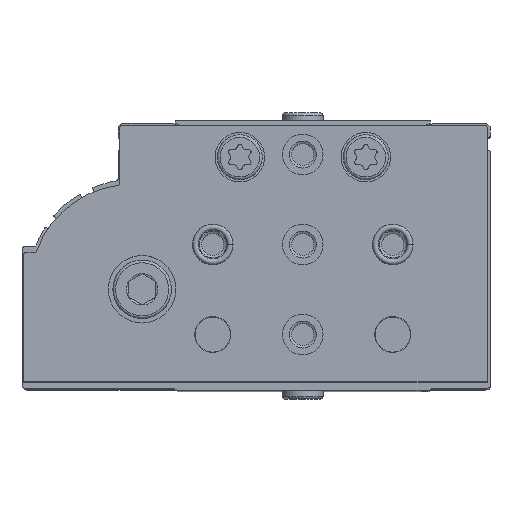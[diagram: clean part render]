
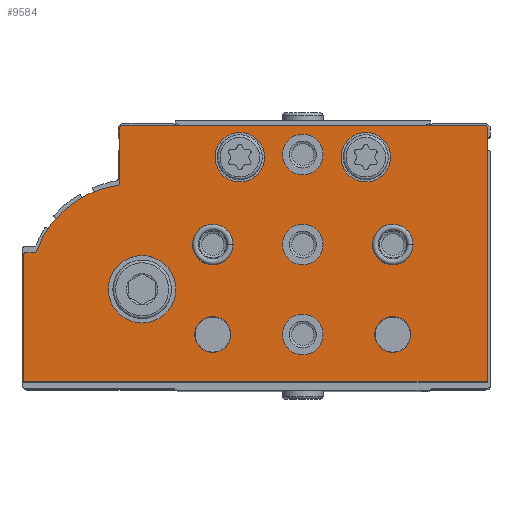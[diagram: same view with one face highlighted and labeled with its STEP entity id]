
A CAD part, top view. The second image highlights one B-rep face of the part: STEP entity #9584.
In plain terms, the highlighted face is planar.
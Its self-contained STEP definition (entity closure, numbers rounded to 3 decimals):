
#960=LINE('',#16219,#1690);
#962=LINE('',#16223,#1692);
#964=LINE('',#16227,#1694);
#967=LINE('',#16235,#1697);
#972=LINE('',#16251,#1702);
#975=LINE('',#16259,#1705);
#1690=VECTOR('',#13105,1000.);
#1692=VECTOR('',#13109,1000.);
#1694=VECTOR('',#13113,1000.);
#1697=VECTOR('',#13122,1000.);
#1702=VECTOR('',#13141,1000.);
#1705=VECTOR('',#13150,1000.);
#3628=ORIENTED_EDGE('',*,*,#5397,.T.);
#3629=ORIENTED_EDGE('',*,*,#5398,.T.);
#3630=ORIENTED_EDGE('',*,*,#5399,.T.);
#3631=ORIENTED_EDGE('',*,*,#5400,.T.);
#3632=ORIENTED_EDGE('',*,*,#5401,.T.);
#3633=ORIENTED_EDGE('',*,*,#5402,.T.);
#3634=ORIENTED_EDGE('',*,*,#5403,.T.);
#3635=ORIENTED_EDGE('',*,*,#5404,.T.);
#3636=ORIENTED_EDGE('',*,*,#5405,.T.);
#3637=ORIENTED_EDGE('',*,*,#5406,.T.);
#3638=ORIENTED_EDGE('',*,*,#5372,.F.);
#3639=ORIENTED_EDGE('',*,*,#5395,.F.);
#3640=ORIENTED_EDGE('',*,*,#5393,.F.);
#3641=ORIENTED_EDGE('',*,*,#5391,.F.);
#3642=ORIENTED_EDGE('',*,*,#5389,.T.);
#3643=ORIENTED_EDGE('',*,*,#5387,.F.);
#3644=ORIENTED_EDGE('',*,*,#5385,.T.);
#3645=ORIENTED_EDGE('',*,*,#5383,.F.);
#3646=ORIENTED_EDGE('',*,*,#5381,.F.);
#3647=ORIENTED_EDGE('',*,*,#5379,.F.);
#3648=ORIENTED_EDGE('',*,*,#5377,.F.);
#3649=ORIENTED_EDGE('',*,*,#5375,.F.);
#5372=EDGE_CURVE('',#6438,#6439,#7037,.T.);
#5375=EDGE_CURVE('',#6439,#6440,#960,.T.);
#5377=EDGE_CURVE('',#6440,#6441,#962,.T.);
#5379=EDGE_CURVE('',#6441,#6442,#964,.T.);
#5381=EDGE_CURVE('',#6442,#6443,#7038,.T.);
#5383=EDGE_CURVE('',#6443,#6444,#967,.T.);
#5385=EDGE_CURVE('',#6445,#6444,#7039,.T.);
#5387=EDGE_CURVE('',#6445,#6446,#7040,.T.);
#5389=EDGE_CURVE('',#6447,#6446,#7041,.T.);
#5391=EDGE_CURVE('',#6447,#6448,#972,.T.);
#5393=EDGE_CURVE('',#6448,#6449,#7042,.T.);
#5395=EDGE_CURVE('',#6449,#6438,#975,.T.);
#5397=EDGE_CURVE('',#6450,#6450,#7043,.T.);
#5398=EDGE_CURVE('',#6451,#6451,#7044,.T.);
#5399=EDGE_CURVE('',#6452,#6452,#7045,.T.);
#5400=EDGE_CURVE('',#6453,#6453,#7046,.T.);
#5401=EDGE_CURVE('',#6454,#6454,#7047,.T.);
#5402=EDGE_CURVE('',#6455,#6455,#7048,.T.);
#5403=EDGE_CURVE('',#6456,#6456,#7049,.T.);
#5404=EDGE_CURVE('',#6457,#6457,#7050,.T.);
#5405=EDGE_CURVE('',#6458,#6458,#7051,.T.);
#5406=EDGE_CURVE('',#6459,#6459,#7052,.T.);
#6438=VERTEX_POINT('',#16214);
#6439=VERTEX_POINT('',#16215);
#6440=VERTEX_POINT('',#16220);
#6441=VERTEX_POINT('',#16224);
#6442=VERTEX_POINT('',#16228);
#6443=VERTEX_POINT('',#16232);
#6444=VERTEX_POINT('',#16236);
#6445=VERTEX_POINT('',#16240);
#6446=VERTEX_POINT('',#16244);
#6447=VERTEX_POINT('',#16248);
#6448=VERTEX_POINT('',#16252);
#6449=VERTEX_POINT('',#16256);
#6450=VERTEX_POINT('',#16263);
#6451=VERTEX_POINT('',#16265);
#6452=VERTEX_POINT('',#16267);
#6453=VERTEX_POINT('',#16269);
#6454=VERTEX_POINT('',#16271);
#6455=VERTEX_POINT('',#16273);
#6456=VERTEX_POINT('',#16275);
#6457=VERTEX_POINT('',#16277);
#6458=VERTEX_POINT('',#16279);
#6459=VERTEX_POINT('',#16281);
#7037=CIRCLE('',#10720,0.5);
#7038=CIRCLE('',#10725,0.5);
#7039=CIRCLE('',#10728,0.5);
#7040=CIRCLE('',#10730,22.5);
#7041=CIRCLE('',#10732,0.5);
#7042=CIRCLE('',#10735,0.5);
#7043=CIRCLE('',#10738,7.5);
#7044=CIRCLE('',#10739,4.5);
#7045=CIRCLE('',#10740,5.5);
#7046=CIRCLE('',#10741,5.5);
#7047=CIRCLE('',#10742,4.5);
#7048=CIRCLE('',#10743,4.5);
#7049=CIRCLE('',#10744,4.5);
#7050=CIRCLE('',#10745,4.);
#7051=CIRCLE('',#10746,4.5);
#7052=CIRCLE('',#10747,4.);
#7743=EDGE_LOOP('',(#3628));
#7744=EDGE_LOOP('',(#3629));
#7745=EDGE_LOOP('',(#3630));
#7746=EDGE_LOOP('',(#3631));
#7747=EDGE_LOOP('',(#3632));
#7748=EDGE_LOOP('',(#3633));
#7749=EDGE_LOOP('',(#3634));
#7750=EDGE_LOOP('',(#3635));
#7751=EDGE_LOOP('',(#3636));
#7752=EDGE_LOOP('',(#3637));
#7753=EDGE_LOOP('',(#3638,#3639,#3640,#3641,#3642,#3643,#3644,#3645,#3646,
#3647,#3648,#3649));
#8587=FACE_BOUND('',#7743,.T.);
#8588=FACE_BOUND('',#7744,.T.);
#8589=FACE_BOUND('',#7745,.T.);
#8590=FACE_BOUND('',#7746,.T.);
#8591=FACE_BOUND('',#7747,.T.);
#8592=FACE_BOUND('',#7748,.T.);
#8593=FACE_BOUND('',#7749,.T.);
#8594=FACE_BOUND('',#7750,.T.);
#8595=FACE_BOUND('',#7751,.T.);
#8596=FACE_BOUND('',#7752,.T.);
#8597=FACE_BOUND('',#7753,.T.);
#9126=PLANE('',#10737);
#9584=ADVANCED_FACE('',(#8587,#8588,#8589,#8590,#8591,#8592,#8593,#8594,
#8595,#8596,#8597),#9126,.F.);
#10720=AXIS2_PLACEMENT_3D('',#16213,#13099,#13100);
#10725=AXIS2_PLACEMENT_3D('',#16231,#13117,#13118);
#10728=AXIS2_PLACEMENT_3D('',#16239,#13126,#13127);
#10730=AXIS2_PLACEMENT_3D('',#16243,#13131,#13132);
#10732=AXIS2_PLACEMENT_3D('',#16247,#13136,#13137);
#10735=AXIS2_PLACEMENT_3D('',#16255,#13145,#13146);
#10737=AXIS2_PLACEMENT_3D('',#16261,#13152,#13153);
#10738=AXIS2_PLACEMENT_3D('',#16262,#13154,#13155);
#10739=AXIS2_PLACEMENT_3D('',#16264,#13156,#13157);
#10740=AXIS2_PLACEMENT_3D('',#16266,#13158,#13159);
#10741=AXIS2_PLACEMENT_3D('',#16268,#13160,#13161);
#10742=AXIS2_PLACEMENT_3D('',#16270,#13162,#13163);
#10743=AXIS2_PLACEMENT_3D('',#16272,#13164,#13165);
#10744=AXIS2_PLACEMENT_3D('',#16274,#13166,#13167);
#10745=AXIS2_PLACEMENT_3D('',#16276,#13168,#13169);
#10746=AXIS2_PLACEMENT_3D('',#16278,#13170,#13171);
#10747=AXIS2_PLACEMENT_3D('',#16280,#13172,#13173);
#13099=DIRECTION('',(0.,0.,1.));
#13100=DIRECTION('',(1.,0.,0.));
#13105=DIRECTION('',(0.,-1.,0.));
#13109=DIRECTION('',(1.,0.,0.));
#13113=DIRECTION('',(0.,1.,0.));
#13117=DIRECTION('',(0.,0.,1.));
#13118=DIRECTION('',(1.,0.,0.));
#13122=DIRECTION('',(-1.,0.,0.));
#13126=DIRECTION('',(0.,0.,1.));
#13127=DIRECTION('',(1.,0.,0.));
#13131=DIRECTION('',(0.,0.,1.));
#13132=DIRECTION('',(1.,0.,0.));
#13136=DIRECTION('',(0.,0.,1.));
#13137=DIRECTION('',(1.,0.,0.));
#13141=DIRECTION('',(0.,1.,0.));
#13145=DIRECTION('',(0.,0.,1.));
#13146=DIRECTION('',(1.,0.,0.));
#13150=DIRECTION('',(-1.,0.,0.));
#13152=DIRECTION('',(0.,0.,1.));
#13153=DIRECTION('',(1.,0.,0.));
#13154=DIRECTION('',(0.,0.,1.));
#13155=DIRECTION('',(1.,0.,0.));
#13156=DIRECTION('',(0.,0.,1.));
#13157=DIRECTION('',(1.,0.,0.));
#13158=DIRECTION('',(0.,0.,1.));
#13159=DIRECTION('',(1.,0.,0.));
#13160=DIRECTION('',(0.,0.,1.));
#13161=DIRECTION('',(1.,0.,0.));
#13162=DIRECTION('',(0.,0.,1.));
#13163=DIRECTION('',(1.,0.,0.));
#13164=DIRECTION('',(0.,0.,1.));
#13165=DIRECTION('',(1.,0.,0.));
#13166=DIRECTION('',(0.,0.,1.));
#13167=DIRECTION('',(1.,0.,0.));
#13168=DIRECTION('',(0.,0.,1.));
#13169=DIRECTION('',(1.,0.,0.));
#13170=DIRECTION('',(0.,0.,1.));
#13171=DIRECTION('',(1.,0.,0.));
#13172=DIRECTION('',(0.,0.,1.));
#13173=DIRECTION('',(1.,0.,0.));
#16213=CARTESIAN_POINT('',(0.5,56.5,0.));
#16214=CARTESIAN_POINT('',(0.5,57.,0.));
#16215=CARTESIAN_POINT('',(0.,56.5,0.));
#16219=CARTESIAN_POINT('',(0.,56.5,0.));
#16220=CARTESIAN_POINT('',(0.,0.,0.));
#16223=CARTESIAN_POINT('',(0.,0.,0.));
#16224=CARTESIAN_POINT('',(103.,0.,0.));
#16227=CARTESIAN_POINT('',(103.,0.,0.));
#16228=CARTESIAN_POINT('',(103.,28.2,0.));
#16231=CARTESIAN_POINT('',(102.5,28.2,0.));
#16232=CARTESIAN_POINT('',(102.5,28.7,0.));
#16235=CARTESIAN_POINT('',(102.5,28.7,0.));
#16236=CARTESIAN_POINT('',(100.637,28.7,0.));
#16239=CARTESIAN_POINT('',(100.637,29.2,0.));
#16240=CARTESIAN_POINT('',(100.167,29.03,0.));
#16243=CARTESIAN_POINT('',(79.,21.4,0.));
#16244=CARTESIAN_POINT('',(82.033,43.695,0.));
#16247=CARTESIAN_POINT('',(82.1,44.19,0.));
#16248=CARTESIAN_POINT('',(81.6,44.19,0.));
#16251=CARTESIAN_POINT('',(81.6,44.19,0.));
#16252=CARTESIAN_POINT('',(81.6,56.5,0.));
#16255=CARTESIAN_POINT('',(81.1,56.5,0.));
#16256=CARTESIAN_POINT('',(81.1,57.,0.));
#16259=CARTESIAN_POINT('',(81.1,57.,0.));
#16261=CARTESIAN_POINT('',(0.5,56.5,0.));
#16262=CARTESIAN_POINT('',(76.65,20.6,0.));
#16263=CARTESIAN_POINT('',(84.15,20.6,0.));
#16264=CARTESIAN_POINT('',(40.95,50.55,0.));
#16265=CARTESIAN_POINT('',(45.45,50.55,0.));
#16266=CARTESIAN_POINT('',(54.95,49.95,0.));
#16267=CARTESIAN_POINT('',(60.45,49.95,0.));
#16268=CARTESIAN_POINT('',(26.95,49.95,0.));
#16269=CARTESIAN_POINT('',(32.45,49.95,0.));
#16270=CARTESIAN_POINT('',(60.95,30.55,0.));
#16271=CARTESIAN_POINT('',(65.45,30.55,0.));
#16272=CARTESIAN_POINT('',(40.95,30.55,0.));
#16273=CARTESIAN_POINT('',(45.45,30.55,0.));
#16274=CARTESIAN_POINT('',(20.95,30.55,0.));
#16275=CARTESIAN_POINT('',(25.45,30.55,0.));
#16276=CARTESIAN_POINT('',(60.95,10.55,0.));
#16277=CARTESIAN_POINT('',(64.95,10.55,0.));
#16278=CARTESIAN_POINT('',(40.95,10.55,0.));
#16279=CARTESIAN_POINT('',(45.45,10.55,0.));
#16280=CARTESIAN_POINT('',(20.95,10.55,0.));
#16281=CARTESIAN_POINT('',(24.95,10.55,0.));
